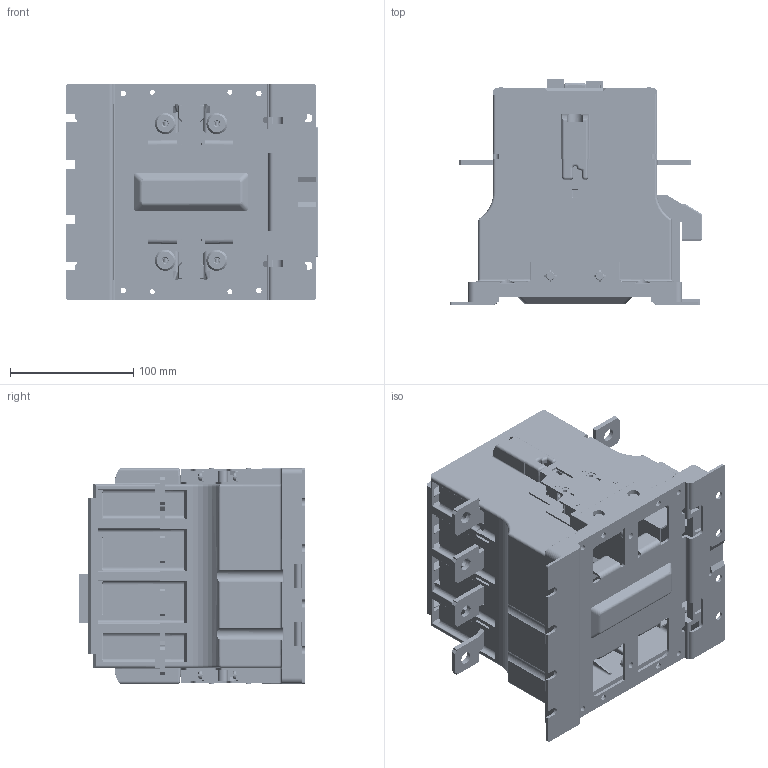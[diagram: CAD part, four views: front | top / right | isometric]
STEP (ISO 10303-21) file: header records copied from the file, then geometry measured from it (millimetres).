
FILE_DESCRIPTION((''),'2;1');
FILE_NAME('MC-225AF_4P','2018-10-24T',('eyshin'),(''),'CREO PARAMETRIC BY PTC INC, 2015380','CREO PARAMETRIC BY PTC INC, 2015380','');
FILE_SCHEMA(('CONFIG_CONTROL_DESIGN'));
Products named in the file (1): MC-225AF_4P
Bounding box: 204.5 x 183.2 x 175 mm (x, y, z)
Volume: 1258611.5 mm3; surface area: 683609.4 mm2
Topology: 1 solids, 11 shells, 8189 faces, 22722 edges, 14454 vertices
Faces by surface type: plane 5434, cylinder 2028, torus 226, bspline 222, sphere 145, cone 134
Entity records: 280575 total; most frequent: CARTESIAN_POINT 70408, ORIENTED_EDGE 45444, DIRECTION 41698, EDGE_CURVE 22722, VECTOR 17516, LINE 17516, VERTEX_POINT 14454, AXIS2_PLACEMENT_3D 12091
